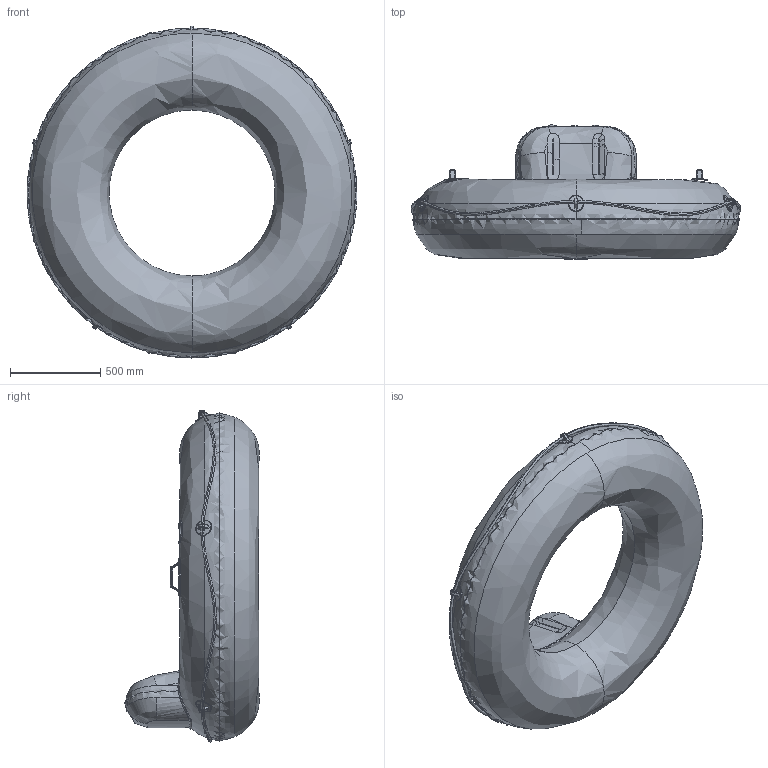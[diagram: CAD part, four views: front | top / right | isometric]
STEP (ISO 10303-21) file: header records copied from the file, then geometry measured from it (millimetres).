
FILE_DESCRIPTION(('FreeCAD Model'),'2;1');
FILE_NAME('Open CASCADE Shape Model','2025-05-03T07:08:16',('FreeCAD'),( 'FreeCAD'),'Open CASCADE STEP processor 7.6','FreeCAD','Unknown');
FILE_SCHEMA(('AUTOMOTIVE_DESIGN { 1 0 10303 214 1 1 1 1 }'));
Products named in the file (1): Open CASCADE STEP translator 7.6 1
Bounding box: 1831.7 x 747.1 x 1844.02 mm (x, y, z)
Surface area: 7057692.4 mm2 (no closed solid volume)
Topology: 0 solids, 12 shells, 377 faces, 949 edges, 584 vertices
Faces by surface type: bspline 377
Entity records: 184223 total; most frequent: CARTESIAN_POINT 178879, ORIENTED_EDGE 1874, EDGE_CURVE 941, B_SPLINE_CURVE_WITH_KNOTS 624, VERTEX_POINT 584, FACE_BOUND 397, EDGE_LOOP 397, ADVANCED_FACE 377
